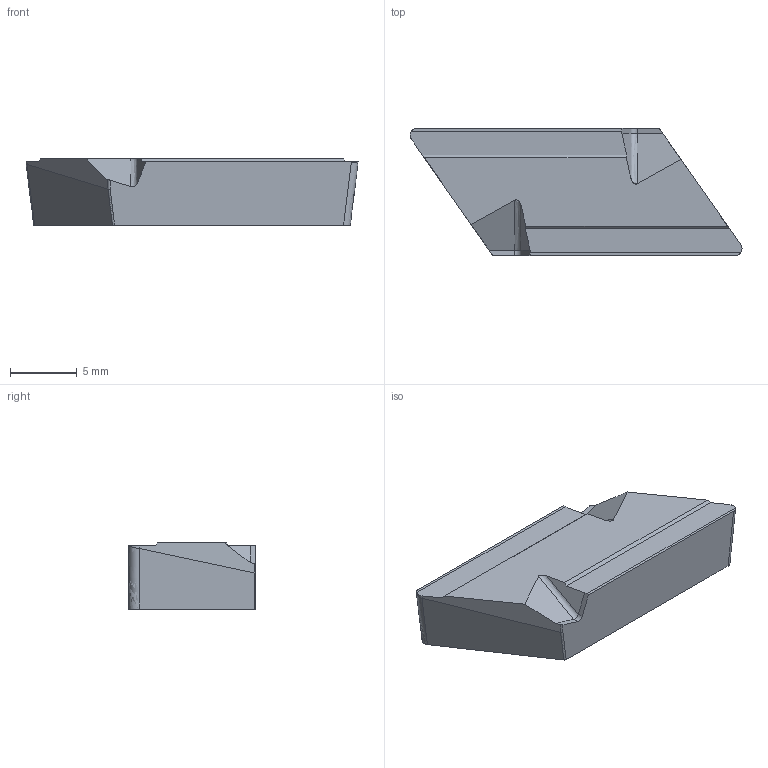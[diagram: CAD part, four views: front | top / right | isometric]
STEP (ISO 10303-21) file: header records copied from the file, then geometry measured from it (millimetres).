
FILE_DESCRIPTION(/* description */ (''),/* implementation_level */ '2;1');
FILE_NAME(/* name */ 'KNUX160405SL-73_115003289ndi000_00-SIM.stp',/* time_stamp */ '2022-01-17T08:34:22+01:00',/* author */ (''),/* organization */ (''),/* preprocessor_version */ 'ST-DEVELOPER v16.7',/* originating_system */ 'SIEMENS PLM Software NX 12.0',/* authorisation */ '');
FILE_SCHEMA (('AUTOMOTIVE_DESIGN { 1 0 10303 214 3 1 1 1 }'));
Length unit declared in the file: millimetre
Products named in the file (1): hm1520B8D497u8z5
Bounding box: 24.91 x 9.53 x 4.96 mm (x, y, z)
Volume: 829.2 mm3; surface area: 642.1 mm2
Topology: 1 solids, 1 shells, 51 faces, 128 edges, 76 vertices
Faces by surface type: plane 27, cylinder 14, extrusion 6, sphere 4
Entity records: 1698 total; most frequent: CARTESIAN_POINT 450, DIRECTION 254, ORIENTED_EDGE 248, EDGE_CURVE 124, VECTOR 94, LINE 88, AXIS2_PLACEMENT_3D 80, VERTEX_POINT 76
